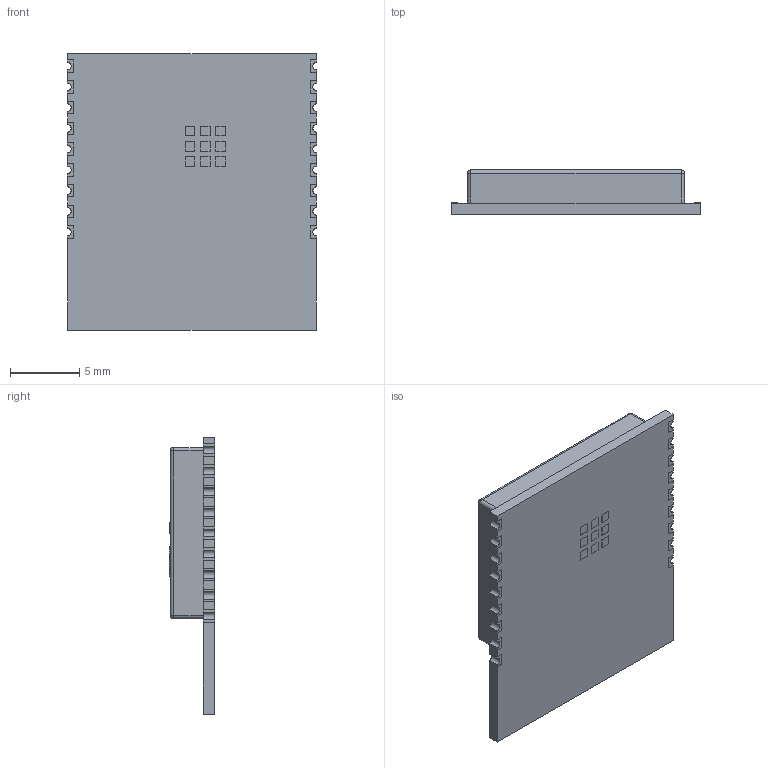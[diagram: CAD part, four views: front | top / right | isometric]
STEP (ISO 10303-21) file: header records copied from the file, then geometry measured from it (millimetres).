
FILE_DESCRIPTION (( 'STEP AP214' ), '1' );
FILE_NAME ('ESP32-C3-WROOM-02.STEP', '2022-03-24T04:12:40', ( '' ), ( '' ), 'SwSTEP 2.0', 'SolidWorks 2021', '' );
FILE_SCHEMA (( 'AUTOMOTIVE_DESIGN' ));
Length unit declared in the file: millimetre
Products named in the file (1): ESP32-C3-WROOM-02
Bounding box: 18.02 x 3.26 x 20 mm (x, y, z)
Volume: 752.8 mm3; surface area: 918.7 mm2
Topology: 1 solids, 1 shells, 688 faces, 1903 edges, 1262 vertices
Faces by surface type: plane 444, bspline 214, cylinder 26, sphere 4
Entity records: 35625 total; most frequent: CARTESIAN_POINT 11892, ORIENTED_EDGE 3798, DIRECTION 2473, EDGE_CURVE 1899, VECTOR 1419, LINE 1419, VERTEX_POINT 1262, EDGE_LOOP 737
